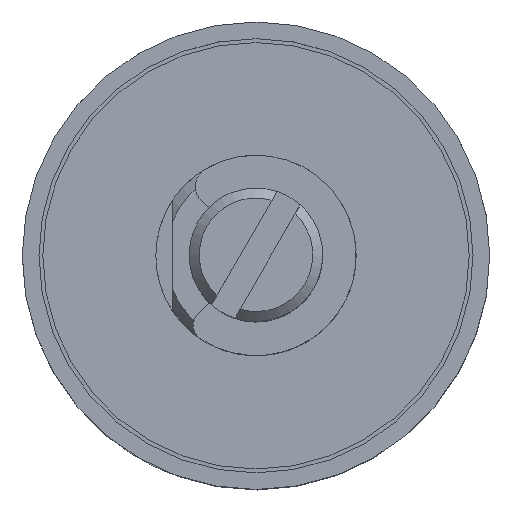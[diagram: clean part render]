
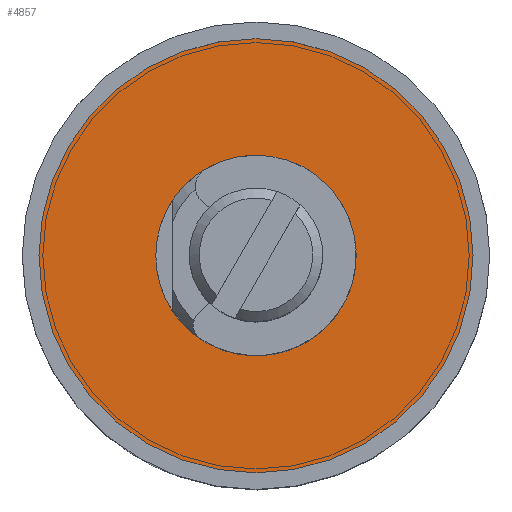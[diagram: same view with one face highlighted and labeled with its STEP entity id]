
A CAD part, top view. The second image highlights one B-rep face of the part: STEP entity #4857.
In plain terms, the highlighted planar face has unit normal (0, 0, 1).
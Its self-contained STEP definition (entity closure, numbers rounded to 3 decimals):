
#300 = DIRECTION ( 'NONE',  ( -1., 0., 0. ) ) ;
#354 = EDGE_LOOP ( 'NONE', ( #5334 ) ) ;
#1513 = DIRECTION ( 'NONE',  ( 0., 0., 1. ) ) ;
#1651 = PLANE ( 'NONE',  #2236 ) ;
#1875 = FACE_OUTER_BOUND ( 'NONE', #4152, .T. ) ;
#2207 = EDGE_CURVE ( 'NONE', #4089, #4089, #6779, .T. ) ;
#2236 = AXIS2_PLACEMENT_3D ( 'NONE', #7282, #7773, #6376 ) ;
#2314 = CARTESIAN_POINT ( 'NONE',  ( -3., 0., 0.5 ) ) ;
#3640 = DIRECTION ( 'NONE',  ( 0., 0., -1. ) ) ;
#3708 = DIRECTION ( 'NONE',  ( 1., 0., 0. ) ) ;
#4089 = VERTEX_POINT ( 'NONE', #2314 ) ;
#4152 = EDGE_LOOP ( 'NONE', ( #4403 ) ) ;
#4403 = ORIENTED_EDGE ( 'NONE', *, *, #7148, .T. ) ;
#4506 = VERTEX_POINT ( 'NONE', #7025 ) ;
#4857 = ADVANCED_FACE ( 'NONE', ( #6528, #1875 ), #1651, .T. ) ;
#5334 = ORIENTED_EDGE ( 'NONE', *, *, #2207, .T. ) ;
#5633 = CARTESIAN_POINT ( 'NONE',  ( 0., 0., 0.5 ) ) ;
#5700 = AXIS2_PLACEMENT_3D ( 'NONE', #8448, #3640, #300 ) ;
#6376 = DIRECTION ( 'NONE',  ( 1., 0., 0. ) ) ;
#6528 = FACE_BOUND ( 'NONE', #354, .T. ) ;
#6779 = CIRCLE ( 'NONE', #5700, 3. ) ;
#6859 = CIRCLE ( 'NONE', #8403, 6.5 ) ;
#7025 = CARTESIAN_POINT ( 'NONE',  ( 6.5, 0., 0.5 ) ) ;
#7148 = EDGE_CURVE ( 'NONE', #4506, #4506, #6859, .T. ) ;
#7282 = CARTESIAN_POINT ( 'NONE',  ( 3., 0., 0.5 ) ) ;
#7773 = DIRECTION ( 'NONE',  ( 0., 0., 1. ) ) ;
#8403 = AXIS2_PLACEMENT_3D ( 'NONE', #5633, #1513, #3708 ) ;
#8448 = CARTESIAN_POINT ( 'NONE',  ( 0., 0., 0.5 ) ) ;
